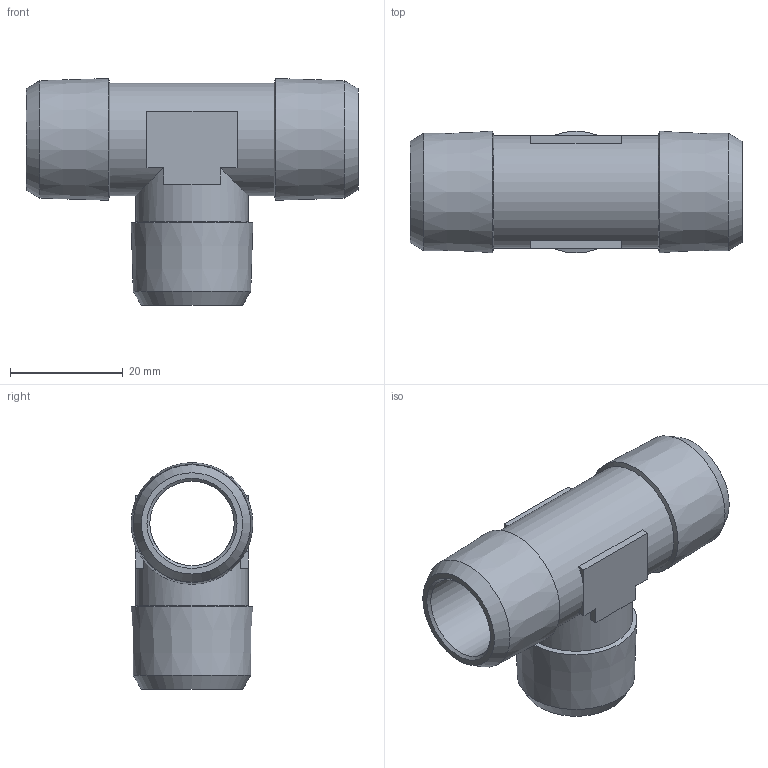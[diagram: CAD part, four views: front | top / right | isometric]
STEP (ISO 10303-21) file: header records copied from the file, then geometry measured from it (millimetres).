
FILE_DESCRIPTION (( 'STEP AP214' ), '1' );
FILE_NAME ('0401000010500A.STEP', '2013-08-07T15:23:43', ( 'ST01' ), ( '' ), 'SwSTEP 2.0', 'SolidWorks 2012', '' );
FILE_SCHEMA (( 'AUTOMOTIVE_DESIGN' ));
Length unit declared in the file: millimetre
Products named in the file (1): 0401000010500A
Bounding box: 59 x 21.63 x 40.32 mm (x, y, z)
Volume: 12117.6 mm3; surface area: 9085.6 mm2
Topology: 1 solids, 1 shells, 43 faces, 108 edges, 66 vertices
Faces by surface type: plane 27, cone 12, cylinder 4
Full cylindrical faces by diameter (mm): 15 x2, 20 x2
Entity records: 1148 total; most frequent: CARTESIAN_POINT 196, DIRECTION 196, ORIENTED_EDGE 164, EDGE_CURVE 82, AXIS2_PLACEMENT_3D 74, EDGE_LOOP 64, VERTEX_POINT 58, VECTOR 48
